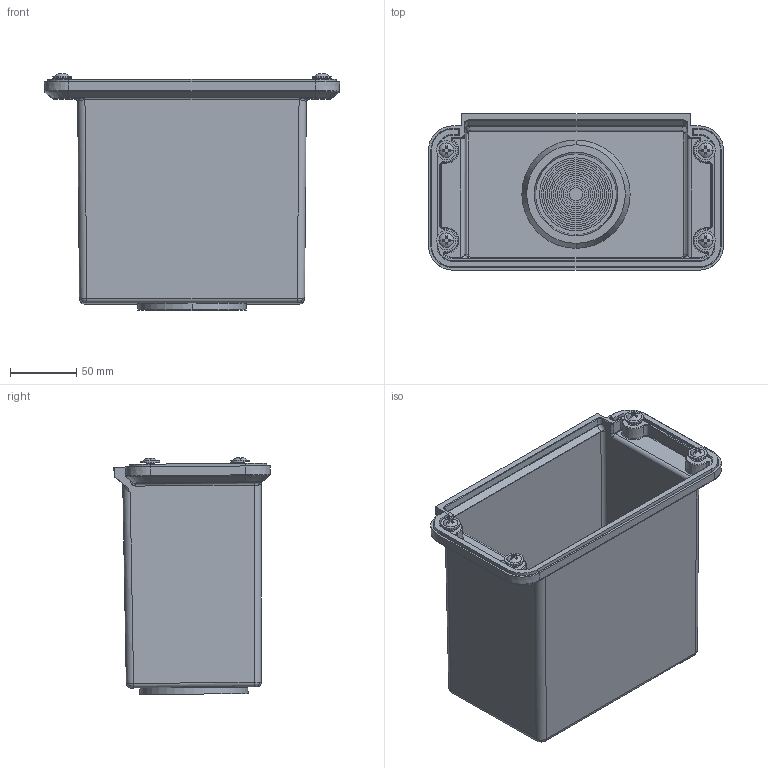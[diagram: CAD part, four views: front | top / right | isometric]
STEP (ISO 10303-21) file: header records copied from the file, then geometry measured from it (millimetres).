
FILE_DESCRIPTION (( 'STEP AP214' ), '1' );
FILE_NAME ('E976296-16IDE E403-160 CAJA CABLES.STEP', '2022-07-28T07:36:58', ( '' ), ( '' ), 'SwSTEP 2.0', 'SolidWorks 2018', '' );
FILE_SCHEMA (( 'AUTOMOTIVE_DESIGN' ));
Length unit declared in the file: millimetre
Products named in the file (7): 508180162; 207480368; E976296 E403 Caja cables; junta E403; 311600034; E976296-16IDE E403-160 CAJA CABLES; 4995994R06 RGD60 Cono pasacables
Assembly tree (12 placements, depth 3):
  E976296-16IDE E403-160 CAJA CABLES
    E976296 E403 Caja cables
      311600034
      508180162  x4
      junta E403
      207480368  x4
    4995994R06 RGD60 Cono pasacables
Bounding box: 223 x 118 x 179.13 mm (x, y, z)
Volume: 357419.3 mm3; surface area: 264409.1 mm2
Topology: 11 solids, 11 shells, 933 faces, 2277 edges, 1414 vertices
Faces by surface type: cylinder 392, plane 273, cone 116, torus 78, bspline 70, sphere 4
Entity records: 21132 total; most frequent: CARTESIAN_POINT 7306, DIRECTION 2920, ORIENTED_EDGE 2840, EDGE_CURVE 1420, AXIS2_PLACEMENT_3D 1161, VERTEX_POINT 871, EDGE_LOOP 667, ADVANCED_FACE 612
